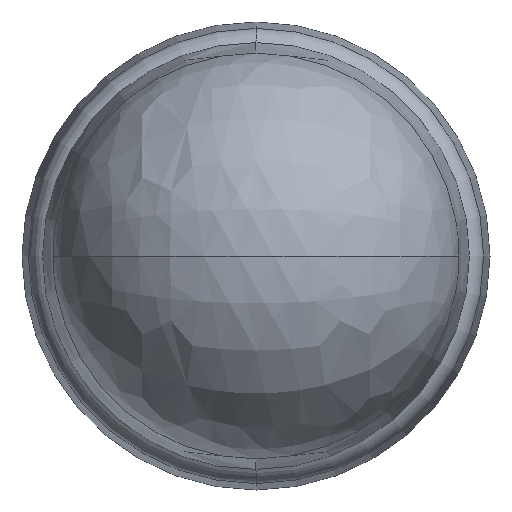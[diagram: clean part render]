
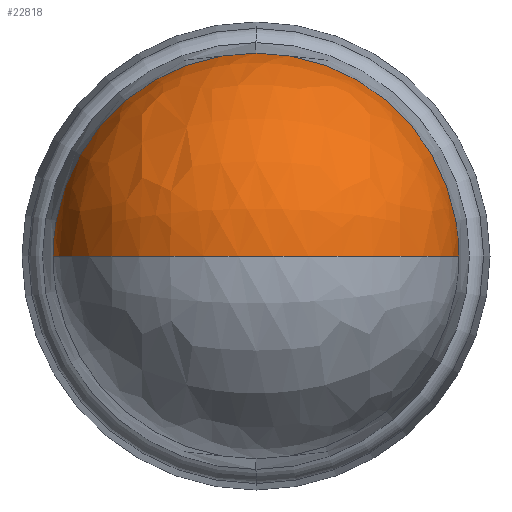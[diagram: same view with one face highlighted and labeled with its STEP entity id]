
A CAD part, left-side view. The second image highlights one B-rep face of the part: STEP entity #22818.
In plain terms, the highlighted free-form (B-spline) face has degree [3, 3] with [4, 4] control points.
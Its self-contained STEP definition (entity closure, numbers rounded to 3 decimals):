
#7423 = DIRECTION ( 'NONE',  ( -1., 0., 0. ) ) ;
#7652 = DIRECTION ( 'NONE',  ( 0., 0., -1. ) ) ;
#7867 = FACE_OUTER_BOUND ( 'NONE', #22819, .T. ) ;
#7870 = CARTESIAN_POINT ( 'NONE',  ( -33.927, -32.422, 2.249 ) ) ;
#7871 = CARTESIAN_POINT ( 'NONE',  ( -35.163, -32.422, 2.152 ) ) ;
#7872 = CARTESIAN_POINT ( 'NONE',  ( -36.006, -32.422, 1.241 ) ) ;
#7873 = CARTESIAN_POINT ( 'NONE',  ( -36.006, -32.422, 0. ) ) ;
#7874 = CARTESIAN_POINT ( 'NONE',  ( -38.373, -28.47, 58.876 ) ) ;
#7875 = CARTESIAN_POINT ( 'NONE',  ( -70.756, -28.47, 56.333 ) ) ;
#7876 = CARTESIAN_POINT ( 'NONE',  ( -92.808, -28.47, 32.483 ) ) ;
#7877 = CARTESIAN_POINT ( 'NONE',  ( -92.808, -28.47, 0. ) ) ;
#7878 = CARTESIAN_POINT ( 'NONE',  ( -38.373, 28.47, 58.876 ) ) ;
#7879 = CARTESIAN_POINT ( 'NONE',  ( -70.756, 28.47, 56.333 ) ) ;
#7880 = CARTESIAN_POINT ( 'NONE',  ( -92.808, 28.47, 32.483 ) ) ;
#7881 = CARTESIAN_POINT ( 'NONE',  ( -92.808, 28.47, 0. ) ) ;
#7882 = CARTESIAN_POINT ( 'NONE',  ( -33.927, 32.422, 2.249 ) ) ;
#7883 = CARTESIAN_POINT ( 'NONE',  ( -35.163, 32.422, 2.152 ) ) ;
#7884 = CARTESIAN_POINT ( 'NONE',  ( -36.006, 32.422, 1.241 ) ) ;
#7885 = CARTESIAN_POINT ( 'NONE',  ( -36.006, 32.422, 0. ) ) ;
#7886 = CARTESIAN_POINT ( 'NONE',  ( -36.583, 0., 0. ) ) ;
#7887 = AXIS2_PLACEMENT_3D ( 'NONE', #7886, #7423, #7652 ) ;
#7888 = CIRCLE ( 'NONE', #7887, 32.376 ) ;
#7889 =( BOUNDED_SURFACE ( )  B_SPLINE_SURFACE ( 3, 3, ( 
 ( #7885, #7884, #7883, #7882 ),
 ( #7881, #7880, #7879, #7878 ),
 ( #7877, #7876, #7875, #7874 ),
 ( #7873, #7872, #7871, #7870 ) ),
 .UNSPECIFIED., .F., .F., .F. ) 
 B_SPLINE_SURFACE_WITH_KNOTS ( ( 4, 4 ),
 ( 4, 4 ),
 ( 0., 1. ),
 ( 0., 1. ),
 .UNSPECIFIED. ) 
 GEOMETRIC_REPRESENTATION_ITEM ( )  RATIONAL_B_SPLINE_SURFACE ( (
 ( 1., 0.823, 0.823, 1.),
 ( 0.38, 0.312, 0.312, 0.38),
 ( 0.38, 0.312, 0.312, 0.38),
 ( 1., 0.823, 0.823, 1.) ) ) 
 REPRESENTATION_ITEM ( '' )  SURFACE ( )  );
#7905 = DIRECTION ( 'NONE',  ( 0., 0., -1. ) ) ;
#7906 = DIRECTION ( 'NONE',  ( -1., 0., 0. ) ) ;
#7907 = CARTESIAN_POINT ( 'NONE',  ( -36.583, 0., 0. ) ) ;
#7908 = AXIS2_PLACEMENT_3D ( 'NONE', #7907, #7906, #7905 ) ;
#7909 = CIRCLE ( 'NONE', #7908, 32.376 ) ;
#7911 = CARTESIAN_POINT ( 'NONE',  ( -36.583, -32.376, 0. ) ) ;
#7912 = DIRECTION ( 'NONE',  ( 0., 1., 0. ) ) ;
#7913 = DIRECTION ( 'NONE',  ( 0., 0., 1. ) ) ;
#7914 = CARTESIAN_POINT ( 'NONE',  ( -33.75, 0., 0. ) ) ;
#7915 = AXIS2_PLACEMENT_3D ( 'NONE', #7914, #7913, #7912 ) ;
#7916 = CIRCLE ( 'NONE', #7915, 32.5 ) ;
#7917 = CARTESIAN_POINT ( 'NONE',  ( -36.583, 32.376, 0. ) ) ;
#7918 = CARTESIAN_POINT ( 'NONE',  ( -36.583, 0., 32.376 ) ) ;
#22818 = ADVANCED_FACE ( 'NONE', ( #7867 ), #7889, .T. ) ;
#22819 = EDGE_LOOP ( 'NONE', ( #22820, #22824, #22827 ) ) ;
#22820 = ORIENTED_EDGE ( 'NONE', *, *, #22821, .T. ) ;
#22821 = EDGE_CURVE ( 'NONE', #22822, #22823, #7888, .T. ) ;
#22822 = VERTEX_POINT ( 'NONE', #7918 ) ;
#22823 = VERTEX_POINT ( 'NONE', #7917 ) ;
#22824 = ORIENTED_EDGE ( 'NONE', *, *, #22825, .T. ) ;
#22825 = EDGE_CURVE ( 'NONE', #22823, #22826, #7916, .T. ) ;
#22826 = VERTEX_POINT ( 'NONE', #7911 ) ;
#22827 = ORIENTED_EDGE ( 'NONE', *, *, #22828, .T. ) ;
#22828 = EDGE_CURVE ( 'NONE', #22826, #22822, #7909, .T. ) ;
